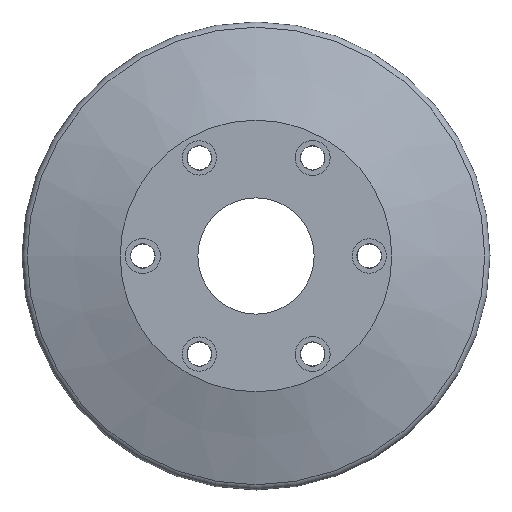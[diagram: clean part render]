
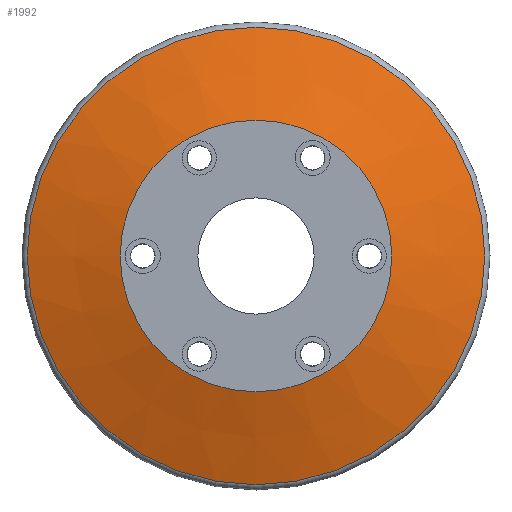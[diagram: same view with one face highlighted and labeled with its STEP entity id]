
A CAD part, front view. The second image highlights one B-rep face of the part: STEP entity #1992.
In plain terms, the highlighted conical face has half-angle 72 degrees and reference radius 28.575 mm.
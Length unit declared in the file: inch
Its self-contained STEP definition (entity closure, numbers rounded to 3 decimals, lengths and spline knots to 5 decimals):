
#302=CONICAL_SURFACE($,#2173,1.125,1.257);
#357=FACE_BOUND($,#575,.T.);
#422=FACE_OUTER_BOUND($,#574,.T.);
#574=EDGE_LOOP($,(#1439));
#575=EDGE_LOOP($,(#1440));
#762=CIRCLE($,#2172,1.89442);
#763=CIRCLE($,#2174,1.125);
#929=VERTEX_POINT($,#3223);
#930=VERTEX_POINT($,#3226);
#1138=EDGE_CURVE($,#929,#929,#762,.T.);
#1139=EDGE_CURVE($,#930,#930,#763,.T.);
#1439=ORIENTED_EDGE($,*,*,#1139,.T.);
#1440=ORIENTED_EDGE($,*,*,#1138,.F.);
#1992=ADVANCED_FACE($,(#422,#357),#302,.T.);
#2172=AXIS2_PLACEMENT_3D($,#3224,#2527,#2528);
#2173=AXIS2_PLACEMENT_3D($,#3225,#2529,#2530);
#2174=AXIS2_PLACEMENT_3D($,#3227,#2531,#2532);
#2527=DIRECTION('center_axis',(0.,1.,0.));
#2528=DIRECTION('ref_axis',(0.,0.,1.));
#2529=DIRECTION('center_axis',(0.,1.,0.));
#2530=DIRECTION('ref_axis',(0.,0.,1.));
#2531=DIRECTION('center_axis',(0.,1.,0.));
#2532=DIRECTION('ref_axis',(0.,0.,1.));
#3223=CARTESIAN_POINT('',(0.,0.25,1.89442));
#3224=CARTESIAN_POINT('Origin',(0.,0.25,0.));
#3225=CARTESIAN_POINT('Origin',(0.,0.,0.));
#3226=CARTESIAN_POINT('',(0.,0.,1.125));
#3227=CARTESIAN_POINT('Origin',(0.,0.,0.));
